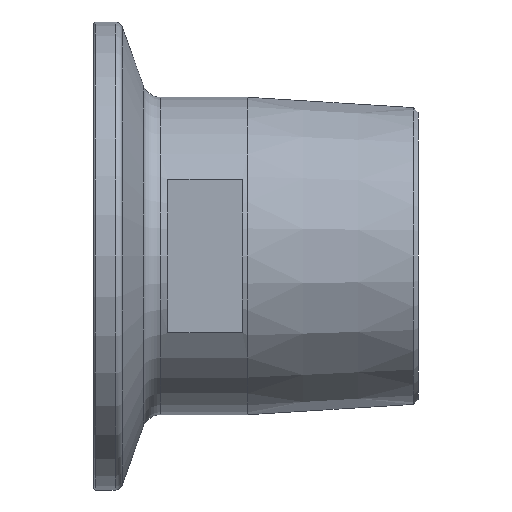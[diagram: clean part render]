
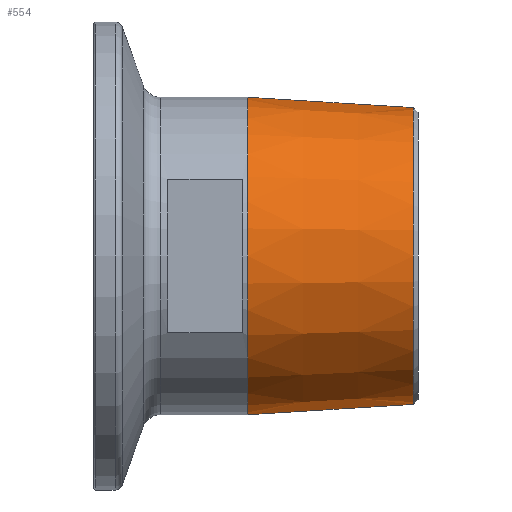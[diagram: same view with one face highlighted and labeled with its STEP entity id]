
A CAD part, front view. The second image highlights one B-rep face of the part: STEP entity #554.
In plain terms, the highlighted conical face has half-angle 3.576 degrees and reference radius 15.976 mm.
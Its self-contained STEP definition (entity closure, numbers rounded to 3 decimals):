
#44 = VECTOR ( 'NONE', #222, 1000. ) ;
#104 = DIRECTION ( 'NONE',  ( 0., 0., -1. ) ) ;
#107 = VERTEX_POINT ( 'NONE', #843 ) ;
#161 = VECTOR ( 'NONE', #1040, 1000. ) ;
#179 = EDGE_CURVE ( 'NONE', #1043, #338, #879, .T. ) ;
#180 = DIRECTION ( 'NONE',  ( -1., 0., 0. ) ) ;
#199 = EDGE_CURVE ( 'NONE', #338, #107, #1042, .T. ) ;
#211 = EDGE_CURVE ( 'NONE', #936, #107, #648, .T. ) ;
#222 = DIRECTION ( 'NONE',  ( -0.998, 0., 0.062 ) ) ;
#228 = AXIS2_PLACEMENT_3D ( 'NONE', #754, #180, #104 ) ;
#238 = CARTESIAN_POINT ( 'NONE',  ( 16.609, 0., -17.125 ) ) ;
#295 = CARTESIAN_POINT ( 'NONE',  ( 35., 0., -15.976 ) ) ;
#301 = DIRECTION ( 'NONE',  ( 0., 0., 1. ) ) ;
#321 = AXIS2_PLACEMENT_3D ( 'NONE', #1052, #722, #1054 ) ;
#338 = VERTEX_POINT ( 'NONE', #238 ) ;
#385 = DIRECTION ( 'NONE',  ( -1., 0., 0. ) ) ;
#445 = ORIENTED_EDGE ( 'NONE', *, *, #179, .F. ) ;
#468 = AXIS2_PLACEMENT_3D ( 'NONE', #968, #385, #301 ) ;
#554 = ADVANCED_FACE ( 'NONE', ( #787 ), #711, .T. ) ;
#615 = ORIENTED_EDGE ( 'NONE', *, *, #199, .F. ) ;
#623 = EDGE_LOOP ( 'NONE', ( #445, #939, #910, #615 ) ) ;
#629 = CARTESIAN_POINT ( 'NONE',  ( 34.467, 0., 16.009 ) ) ;
#648 = LINE ( 'NONE', #959, #44 ) ;
#675 = CARTESIAN_POINT ( 'NONE',  ( 34.467, 0., -16.009 ) ) ;
#711 = CONICAL_SURFACE ( 'NONE', #321, 15.976, 0.062 ) ;
#722 = DIRECTION ( 'NONE',  ( -1., 0., 0. ) ) ;
#754 = CARTESIAN_POINT ( 'NONE',  ( 34.467, 0., 0. ) ) ;
#787 = FACE_OUTER_BOUND ( 'NONE', #623, .T. ) ;
#789 = EDGE_CURVE ( 'NONE', #1043, #936, #837, .T. ) ;
#837 = CIRCLE ( 'NONE', #228, 16.009 ) ;
#843 = CARTESIAN_POINT ( 'NONE',  ( 16.609, 0., 17.125 ) ) ;
#879 = LINE ( 'NONE', #295, #161 ) ;
#910 = ORIENTED_EDGE ( 'NONE', *, *, #211, .T. ) ;
#936 = VERTEX_POINT ( 'NONE', #629 ) ;
#939 = ORIENTED_EDGE ( 'NONE', *, *, #789, .T. ) ;
#959 = CARTESIAN_POINT ( 'NONE',  ( 35., 0., 15.976 ) ) ;
#968 = CARTESIAN_POINT ( 'NONE',  ( 16.609, 0., 0. ) ) ;
#1040 = DIRECTION ( 'NONE',  ( -0.998, 0., -0.062 ) ) ;
#1042 = CIRCLE ( 'NONE', #468, 17.125 ) ;
#1043 = VERTEX_POINT ( 'NONE', #675 ) ;
#1052 = CARTESIAN_POINT ( 'NONE',  ( 35., 0., 0. ) ) ;
#1054 = DIRECTION ( 'NONE',  ( 0., 0., 1. ) ) ;
